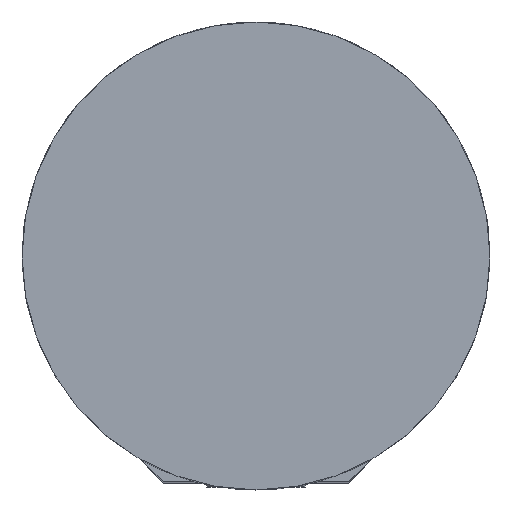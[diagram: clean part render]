
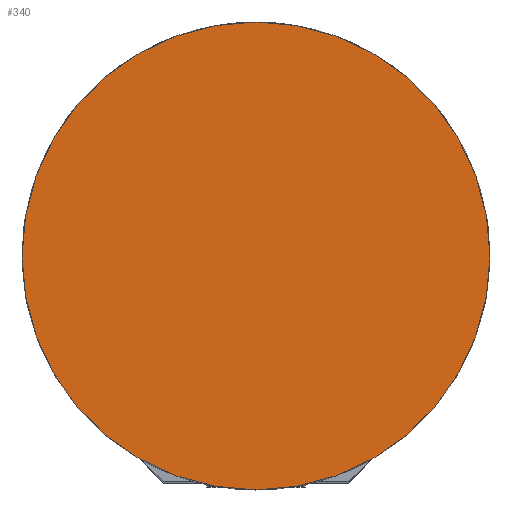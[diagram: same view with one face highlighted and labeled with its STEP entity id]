
A CAD part, top view. The second image highlights one B-rep face of the part: STEP entity #340.
In plain terms, the highlighted planar face has unit normal (0, 0, 1).
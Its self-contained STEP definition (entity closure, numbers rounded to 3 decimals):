
#253=EDGE_CURVE('240[2]',#647,#647,#648,.T.);
#340=ADVANCED_FACE('240[2]',(#763),#764,.T.);
#647=VERTEX_POINT('',#1162);
#648=CIRCLE('',#1163,28.5);
#763=FACE_OUTER_BOUND('',#1336,.T.);
#764=PLANE('',#1337);
#1162=CARTESIAN_POINT('',(0.,-28.5,0.));
#1163=AXIS2_PLACEMENT_3D('',#1762,#1763,#1764);
#1336=EDGE_LOOP('',(#1904));
#1337=AXIS2_PLACEMENT_3D('',#1905,#1906,#1907);
#1762=CARTESIAN_POINT('',(0.0,0.0,0.0));
#1763=DIRECTION('',(0.,0.,-1.0));
#1764=DIRECTION('',(0.,-1.0,0.));
#1904=ORIENTED_EDGE('',*,*,#253,.F.);
#1905=CARTESIAN_POINT('',(0.,-14.25,0.));
#1906=DIRECTION('',(0.,0.,1.0));
#1907=DIRECTION('',(-1.0,0.,0.));
